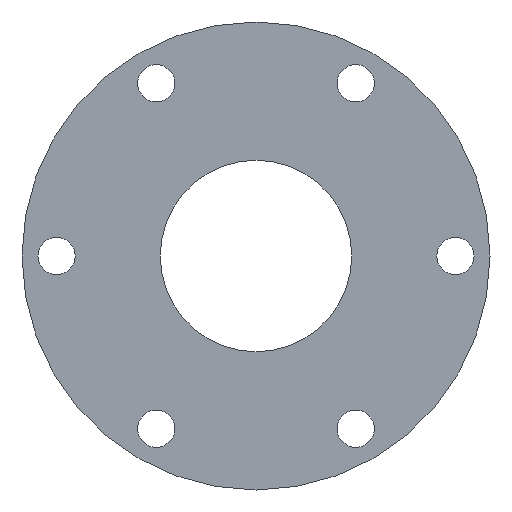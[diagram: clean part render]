
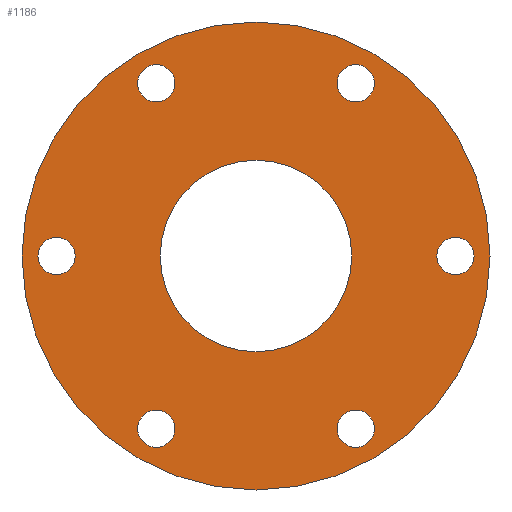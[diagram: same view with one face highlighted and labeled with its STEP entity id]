
A CAD part, left-side view. The second image highlights one B-rep face of the part: STEP entity #1186.
In plain terms, the highlighted planar face has unit normal (-1, 0, 0).
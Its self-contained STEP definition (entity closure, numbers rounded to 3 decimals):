
#67=CARTESIAN_POINT('#67',(0.0,-17.,-29.445));
#68=VERTEX_POINT('#68',#67);
#69=CARTESIAN_POINT('#69',(0.0,-20.5,-35.507));
#70=VERTEX_POINT('#70',#69);
#75=CARTESIAN_POINT('#75',(0.0,41.,0.0));
#76=VERTEX_POINT('#76',#75);
#77=CARTESIAN_POINT('#77',(0.0,34.,0.0));
#78=VERTEX_POINT('#78',#77);
#83=CARTESIAN_POINT('#83',(0.0,20.5,-35.507));
#84=VERTEX_POINT('#84',#83);
#85=CARTESIAN_POINT('#85',(0.0,17.,-29.445));
#86=VERTEX_POINT('#86',#85);
#103=CARTESIAN_POINT('#103',(0.0,-34.,0.0));
#104=VERTEX_POINT('#104',#103);
#105=CARTESIAN_POINT('#105',(0.0,-41.,0.0));
#106=VERTEX_POINT('#106',#105);
#123=CARTESIAN_POINT('#123',(0.0,20.5,35.507));
#124=VERTEX_POINT('#124',#123);
#125=CARTESIAN_POINT('#125',(0.0,17.,29.445));
#126=VERTEX_POINT('#126',#125);
#133=CARTESIAN_POINT('#133',(0.0,-44.,0.0));
#134=VERTEX_POINT('#134',#133);
#135=CARTESIAN_POINT('#135',(0.0,44.,0.0));
#136=VERTEX_POINT('#136',#135);
#139=CARTESIAN_POINT('#139',(0.0,-18.,0.0));
#140=VERTEX_POINT('#140',#139);
#145=CARTESIAN_POINT('#145',(0.0,18.,0.0));
#146=VERTEX_POINT('#146',#145);
#155=CARTESIAN_POINT('#155',(0.0,-17.,29.445));
#156=VERTEX_POINT('#156',#155);
#157=CARTESIAN_POINT('#157',(0.0,-20.5,35.507));
#158=VERTEX_POINT('#158',#157);
#159=CARTESIAN_POINT('#159',(0.0,-18.75,-32.476));
#160=DIRECTION('#160',(1.0,0.0,0.0));
#161=DIRECTION('#161',(0.0,0.0,-1.));
#162=AXIS2_PLACEMENT_3D('#162',#159,#160,#161);
#163=CIRCLE('#163',#162,3.5);
#177=CARTESIAN_POINT('#177',(0.0,37.5,0.0));
#178=DIRECTION('#178',(1.0,0.0,0.0));
#179=DIRECTION('#179',(0.0,0.0,-1.));
#180=AXIS2_PLACEMENT_3D('#180',#177,#178,#179);
#181=CIRCLE('#181',#180,3.5);
#195=CARTESIAN_POINT('#195',(0.0,18.75,-32.476));
#196=DIRECTION('#196',(1.0,0.0,0.0));
#197=DIRECTION('#197',(0.0,0.0,-1.));
#198=AXIS2_PLACEMENT_3D('#198',#195,#196,#197);
#199=CIRCLE('#199',#198,3.5);
#218=CARTESIAN_POINT('#218',(0.0,37.5,0.0));
#219=DIRECTION('#219',(1.0,0.0,0.0));
#220=DIRECTION('#220',(0.0,0.0,-1.));
#221=AXIS2_PLACEMENT_3D('#221',#218,#219,#220);
#222=CIRCLE('#222',#221,3.5);
#250=CARTESIAN_POINT('#250',(0.0,-37.5,0.0));
#251=DIRECTION('#251',(1.0,0.0,0.0));
#252=DIRECTION('#252',(0.0,0.0,-1.));
#253=AXIS2_PLACEMENT_3D('#253',#250,#251,#252);
#254=CIRCLE('#254',#253,3.5);
#295=CARTESIAN_POINT('#295',(0.0,-18.75,-32.476));
#296=DIRECTION('#296',(1.0,0.0,0.0));
#297=DIRECTION('#297',(0.0,0.0,-1.));
#298=AXIS2_PLACEMENT_3D('#298',#295,#296,#297);
#299=CIRCLE('#299',#298,3.5);
#305=CARTESIAN_POINT('#305',(0.0,18.75,32.476));
#306=DIRECTION('#306',(1.0,0.0,0.0));
#307=DIRECTION('#307',(0.0,0.0,-1.));
#308=AXIS2_PLACEMENT_3D('#308',#305,#306,#307);
#309=CIRCLE('#309',#308,3.5);
#337=CARTESIAN_POINT('#337',(0.0,0.0,0.0));
#338=DIRECTION('#338',(1.0,0.0,0.0));
#339=DIRECTION('#339',(0.0,0.0,-1.));
#340=AXIS2_PLACEMENT_3D('#340',#337,#338,#339);
#341=CIRCLE('#341',#340,44.);
#356=CARTESIAN_POINT('#356',(0.0,-37.5,0.0));
#357=DIRECTION('#357',(1.0,0.0,0.0));
#358=DIRECTION('#358',(0.0,0.0,-1.));
#359=AXIS2_PLACEMENT_3D('#359',#356,#357,#358);
#360=CIRCLE('#360',#359,3.5);
#374=CARTESIAN_POINT('#374',(0.0,0.0,0.0));
#375=DIRECTION('#375',(1.0,0.0,0.0));
#376=DIRECTION('#376',(0.0,0.0,-1.));
#377=AXIS2_PLACEMENT_3D('#377',#374,#375,#376);
#378=CIRCLE('#378',#377,18.);
#389=CARTESIAN_POINT('#389',(0.0,18.75,32.476));
#390=DIRECTION('#390',(1.0,0.0,0.0));
#391=DIRECTION('#391',(0.0,0.0,-1.));
#392=AXIS2_PLACEMENT_3D('#392',#389,#390,#391);
#393=CIRCLE('#393',#392,3.5);
#417=CARTESIAN_POINT('#417',(0.0,0.0,0.0));
#418=DIRECTION('#418',(1.0,0.0,0.0));
#419=DIRECTION('#419',(0.0,0.0,-1.));
#420=AXIS2_PLACEMENT_3D('#420',#417,#418,#419);
#421=CIRCLE('#421',#420,18.);
#422=CARTESIAN_POINT('#422',(0.0,0.0,0.0));
#423=DIRECTION('#423',(1.0,0.0,0.0));
#424=DIRECTION('#424',(0.0,0.0,-1.));
#425=AXIS2_PLACEMENT_3D('#425',#422,#423,#424);
#426=CIRCLE('#426',#425,44.);
#447=CARTESIAN_POINT('#447',(0.0,18.75,-32.476));
#448=DIRECTION('#448',(1.0,0.0,0.0));
#449=DIRECTION('#449',(0.0,0.0,-1.));
#450=AXIS2_PLACEMENT_3D('#450',#447,#448,#449);
#451=CIRCLE('#451',#450,3.5);
#466=CARTESIAN_POINT('#466',(0.0,-18.75,32.476));
#467=DIRECTION('#467',(1.0,0.0,0.0));
#468=DIRECTION('#468',(0.0,0.0,-1.));
#469=AXIS2_PLACEMENT_3D('#469',#466,#467,#468);
#470=CIRCLE('#470',#469,3.5);
#480=CARTESIAN_POINT('#480',(0.0,-18.75,32.476));
#481=DIRECTION('#481',(1.0,0.0,0.0));
#482=DIRECTION('#482',(0.0,0.0,-1.));
#483=AXIS2_PLACEMENT_3D('#483',#480,#481,#482);
#484=CIRCLE('#484',#483,3.5);
#485=EDGE_CURVE('#485',#68,#70,#163,.T.);
#489=EDGE_CURVE('#489',#76,#78,#181,.T.);
#493=EDGE_CURVE('#493',#84,#86,#199,.T.);
#498=EDGE_CURVE('#498',#78,#76,#222,.T.);
#505=EDGE_CURVE('#505',#106,#104,#254,.T.);
#515=EDGE_CURVE('#515',#70,#68,#299,.T.);
#517=EDGE_CURVE('#517',#124,#126,#309,.T.);
#524=EDGE_CURVE('#524',#134,#136,#341,.T.);
#528=EDGE_CURVE('#528',#104,#106,#360,.T.);
#532=EDGE_CURVE('#532',#140,#146,#378,.T.);
#535=EDGE_CURVE('#535',#126,#124,#393,.T.);
#541=EDGE_CURVE('#541',#146,#140,#421,.T.);
#542=EDGE_CURVE('#542',#136,#134,#426,.T.);
#547=EDGE_CURVE('#547',#86,#84,#451,.T.);
#551=EDGE_CURVE('#551',#158,#156,#470,.T.);
#554=EDGE_CURVE('#554',#156,#158,#484,.T.);
#1149=ORIENTED_EDGE('#1149',*,*,#542,.F.);
#1150=ORIENTED_EDGE('#1150',*,*,#524,.F.);
#1151=EDGE_LOOP('#1151',(#1149,#1150));
#1152=FACE_OUTER_BOUND('#1152',#1151,.T.);
#1153=ORIENTED_EDGE('#1153',*,*,#485,.T.);
#1154=ORIENTED_EDGE('#1154',*,*,#515,.T.);
#1155=EDGE_LOOP('#1155',(#1153,#1154));
#1156=FACE_BOUND('#1156',#1155,.T.);
#1157=ORIENTED_EDGE('#1157',*,*,#493,.T.);
#1158=ORIENTED_EDGE('#1158',*,*,#547,.T.);
#1159=EDGE_LOOP('#1159',(#1157,#1158));
#1160=FACE_BOUND('#1160',#1159,.T.);
#1161=ORIENTED_EDGE('#1161',*,*,#554,.T.);
#1162=ORIENTED_EDGE('#1162',*,*,#551,.T.);
#1163=EDGE_LOOP('#1163',(#1161,#1162));
#1164=FACE_BOUND('#1164',#1163,.T.);
#1165=ORIENTED_EDGE('#1165',*,*,#517,.T.);
#1166=ORIENTED_EDGE('#1166',*,*,#535,.T.);
#1167=EDGE_LOOP('#1167',(#1165,#1166));
#1168=FACE_BOUND('#1168',#1167,.T.);
#1169=ORIENTED_EDGE('#1169',*,*,#528,.T.);
#1170=ORIENTED_EDGE('#1170',*,*,#505,.T.);
#1171=EDGE_LOOP('#1171',(#1169,#1170));
#1172=FACE_BOUND('#1172',#1171,.T.);
#1173=ORIENTED_EDGE('#1173',*,*,#541,.T.);
#1174=ORIENTED_EDGE('#1174',*,*,#532,.T.);
#1175=EDGE_LOOP('#1175',(#1173,#1174));
#1176=FACE_BOUND('#1176',#1175,.T.);
#1177=ORIENTED_EDGE('#1177',*,*,#489,.T.);
#1178=ORIENTED_EDGE('#1178',*,*,#498,.T.);
#1179=EDGE_LOOP('#1179',(#1177,#1178));
#1180=FACE_BOUND('#1180',#1179,.T.);
#1181=CARTESIAN_POINT('#1181',(0.0,0.0,0.0));
#1182=DIRECTION('#1182',(-1.,0.0,0.0));
#1183=DIRECTION('#1183',(0.0,0.0,1.0));
#1184=AXIS2_PLACEMENT_3D('#1184',#1181,#1182,#1183);
#1185=PLANE('#1185',#1184);
#1186=ADVANCED_FACE('#1186',(#1152,#1156,#1160,#1164,#1168,#1172,#1176,#1180),
#1185,.T.);
